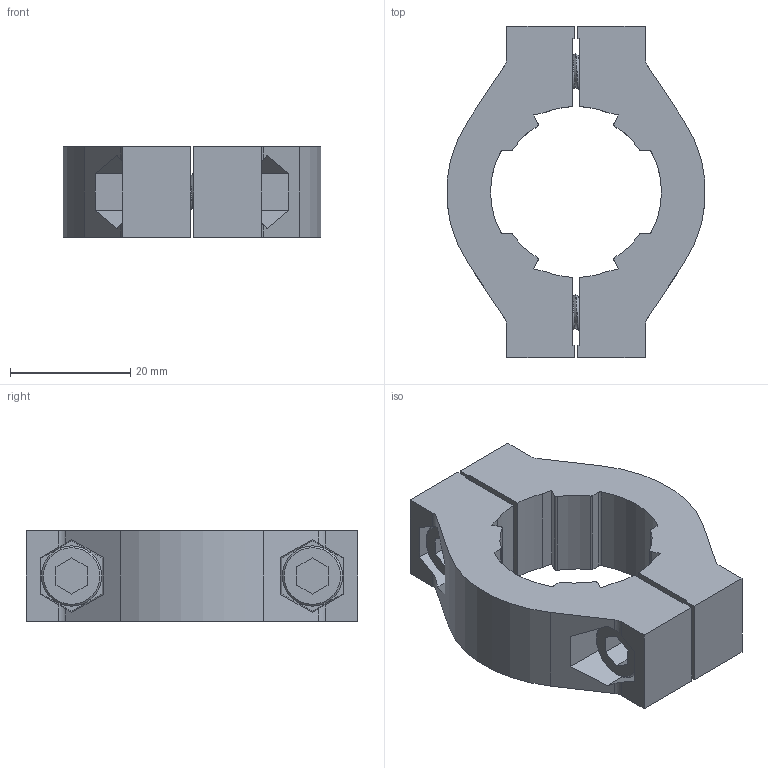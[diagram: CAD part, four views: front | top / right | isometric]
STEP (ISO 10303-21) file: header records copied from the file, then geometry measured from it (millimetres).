
FILE_DESCRIPTION (( 'STEP AP214' ), '1' );
FILE_NAME ('B369 Õîìóò äëÿ òðóáíîãî ïðîôèëÿ Ô28.STEP', '2024-02-12T08:26:25', ( '' ), ( '' ), 'SwSTEP 2.0', 'SolidWorks 2022', '' );
FILE_SCHEMA (( 'AUTOMOTIVE_DESIGN' ));
Length unit declared in the file: millimetre
Products named in the file (1): B369 Хомут для трубного профиля Ф28
Bounding box: 42.85 x 55 x 15 mm (x, y, z)
Volume: 16616 mm3; surface area: 10802 mm2
Topology: 6 solids, 6 shells, 306 faces, 826 edges, 536 vertices
Faces by surface type: cylinder 116, plane 104, cone 54, bspline 32
Entity records: 21527 total; most frequent: CARTESIAN_POINT 10933, ORIENTED_EDGE 1652, DIRECTION 1226, EDGE_CURVE 826, VERTEX_POINT 536, AXIS2_PLACEMENT_3D 423, VECTOR 380, LINE 380
